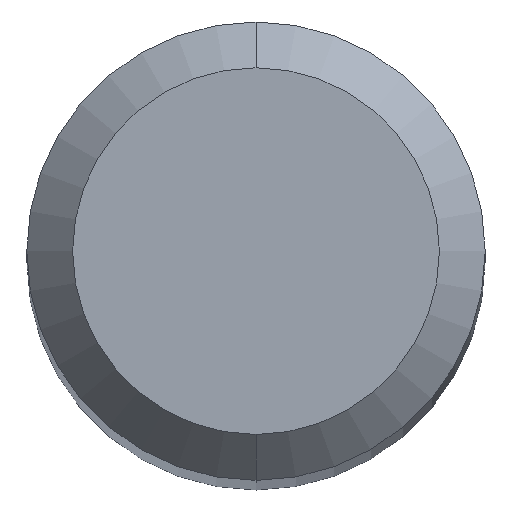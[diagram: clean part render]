
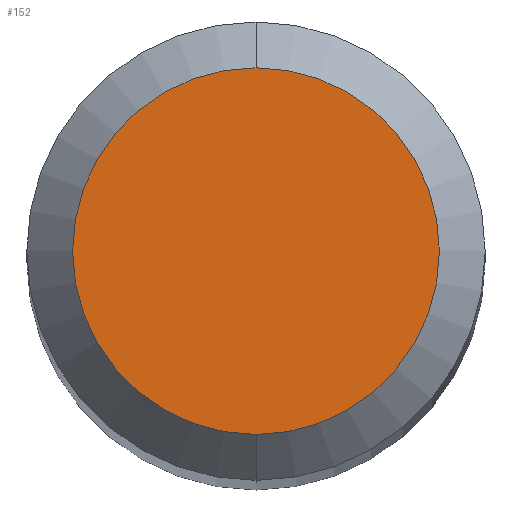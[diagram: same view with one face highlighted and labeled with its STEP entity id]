
A CAD part, top view. The second image highlights one B-rep face of the part: STEP entity #152.
In plain terms, the highlighted planar face has unit normal (0, 0, 1).
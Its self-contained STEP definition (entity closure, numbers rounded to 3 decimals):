
#134=EDGE_CURVE('',#166,#168,#341,.T.);
#144=EDGE_CURVE('',#168,#166,#352,.T.);
#152=ADVANCED_FACE('',(#362),#363,.T.);
#166=VERTEX_POINT('',#378);
#168=VERTEX_POINT('',#380);
#341=CIRCLE('',#567,1.2);
#352=CIRCLE('',#584,1.2);
#362=FACE_OUTER_BOUND('',#596,.T.);
#363=PLANE('',#597);
#378=CARTESIAN_POINT('',(0.0,1.2,35.22));
#380=CARTESIAN_POINT('',(0.,-1.2,35.22));
#567=AXIS2_PLACEMENT_3D('',#840,#841,#842);
#584=AXIS2_PLACEMENT_3D('',#856,#857,#858);
#596=EDGE_LOOP('',(#869,#870));
#597=AXIS2_PLACEMENT_3D('',#871,#872,#873);
#840=CARTESIAN_POINT('',(0.0,0.0,35.22));
#841=DIRECTION('',(0.0,0.0,-1.0));
#842=DIRECTION('',(0.0,1.0,0.0));
#856=CARTESIAN_POINT('',(0.0,0.0,35.22));
#857=DIRECTION('',(0.0,0.0,-1.0));
#858=DIRECTION('',(0.0,1.0,0.0));
#869=ORIENTED_EDGE('',*,*,#134,.F.);
#870=ORIENTED_EDGE('',*,*,#144,.F.);
#871=CARTESIAN_POINT('',(0.0,0.6,35.22));
#872=DIRECTION('',(-0.0,0.0,1.0));
#873=DIRECTION('',(0.0,-1.0,0.0));
